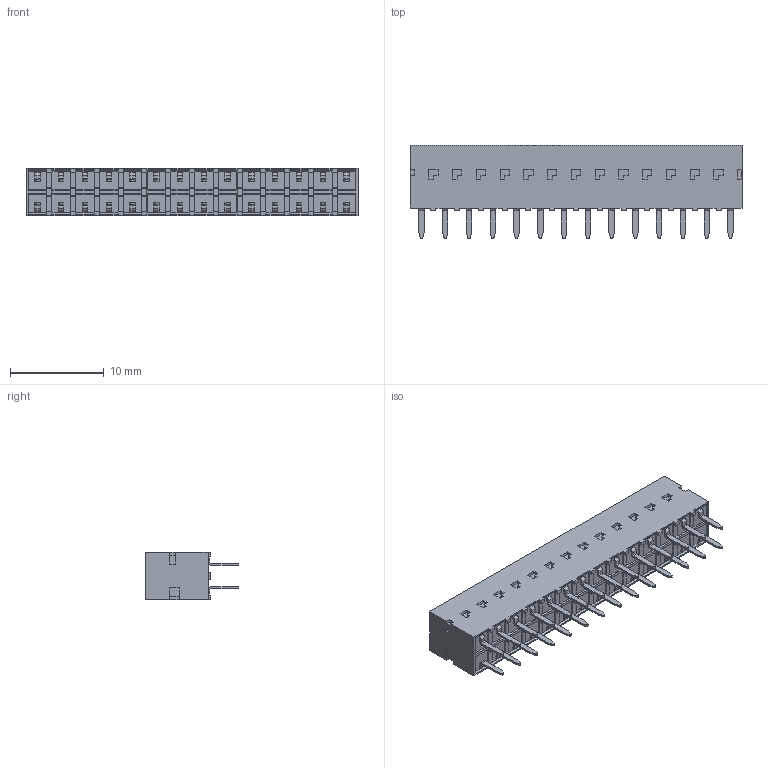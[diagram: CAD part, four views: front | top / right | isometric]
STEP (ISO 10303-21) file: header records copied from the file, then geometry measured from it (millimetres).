
FILE_DESCRIPTION(('STEP AP214'),'1');
FILE_NAME('70993.stp','2016-07-13T18:41:11',('TraceParts'),('TraceParts S.A.'),'Spatial InterOp 3D',' ',' ');
FILE_SCHEMA(('automotive_design'));
Length unit declared in the file: millimetre
Products named in the file (1): 76342-314_SW0001
Bounding box: 35.48 x 9.96 x 5.08 mm (x, y, z)
Volume: 1169.4 mm3; surface area: 1327.8 mm2
Topology: 1 solids, 1 shells, 1592 faces, 3784 edges, 2304 vertices
Faces by surface type: plane 1452, cylinder 140
Entity records: 44355 total; most frequent: CARTESIAN_POINT 7681, ORIENTED_EDGE 7568, DIRECTION 7250, EDGE_CURVE 3784, LINE 3504, VECTOR 3504, VERTEX_POINT 2304, AXIS2_PLACEMENT_3D 1873
